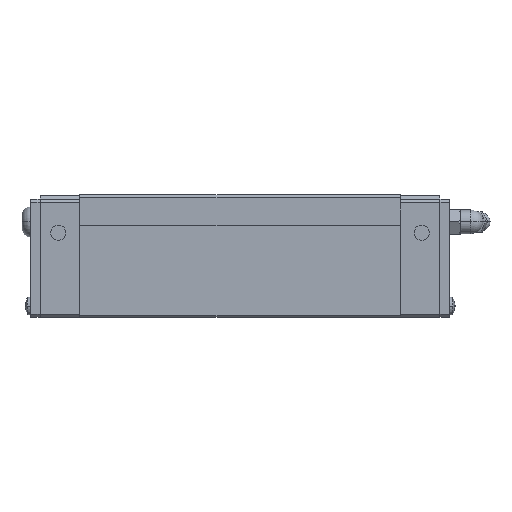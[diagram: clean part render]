
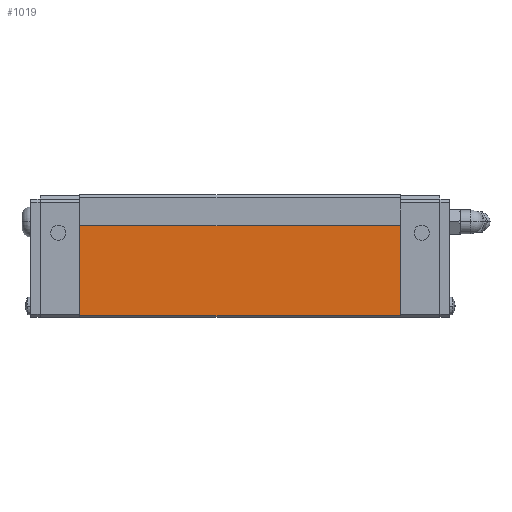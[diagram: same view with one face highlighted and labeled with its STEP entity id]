
A CAD part, left-side view. The second image highlights one B-rep face of the part: STEP entity #1019.
In plain terms, the highlighted planar face has unit normal (-1, 0, 0).
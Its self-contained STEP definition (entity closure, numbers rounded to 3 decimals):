
#1019=ADVANCED_FACE('',(#2089),#2090,.T.);
#2089=FACE_OUTER_BOUND('',#3199,.T.);
#2090=PLANE('',#3200);
#3199=EDGE_LOOP('',(#6331,#6332,#6333,#6334));
#3200=AXIS2_PLACEMENT_3D('',#6335,#6336,#6337);
#6331=ORIENTED_EDGE('',*,*,#7800,.F.);
#6332=ORIENTED_EDGE('',*,*,#7845,.F.);
#6333=ORIENTED_EDGE('',*,*,#7778,.F.);
#6334=ORIENTED_EDGE('',*,*,#7843,.T.);
#6335=CARTESIAN_POINT('',(-34.49,69.101,13.8));
#6336=DIRECTION('',(-1.0,0.0,0.0));
#6337=DIRECTION('',(0.0,0.0,1.0));
#7778=EDGE_CURVE('',#9630,#9632,#9633,.T.);
#7800=EDGE_CURVE('',#9660,#9662,#9663,.T.);
#7843=EDGE_CURVE('',#9630,#9662,#9720,.T.);
#7845=EDGE_CURVE('',#9632,#9660,#9722,.T.);
#9630=VERTEX_POINT('',#13165);
#9632=VERTEX_POINT('',#13168);
#9633=LINE('',#13169,#13170);
#9660=VERTEX_POINT('',#13210);
#9662=VERTEX_POINT('',#13213);
#9663=LINE('',#13214,#13215);
#9720=LINE('',#13299,#13300);
#9722=LINE('',#13302,#13303);
#13165=CARTESIAN_POINT('',(-34.49,16.201,37.8));
#13168=CARTESIAN_POINT('',(-34.49,16.201,7.99));
#13169=CARTESIAN_POINT('',(-34.49,16.201,20.775));
#13170=VECTOR('',#14547,1.0);
#13210=CARTESIAN_POINT('',(-34.49,122.001,7.99));
#13213=CARTESIAN_POINT('',(-34.49,122.001,37.8));
#13214=CARTESIAN_POINT('',(-34.49,122.001,20.775));
#13215=VECTOR('',#14562,1.0);
#13299=CARTESIAN_POINT('',(-34.49,69.101,37.8));
#13300=VECTOR('',#14602,1.0);
#13302=CARTESIAN_POINT('',(-34.49,95.551,7.99));
#13303=VECTOR('',#14603,1.0);
#14547=DIRECTION('',(-0.0,-0.0,-1.0));
#14562=DIRECTION('',(0.0,0.0,1.0));
#14602=DIRECTION('',(0.0,1.0,0.0));
#14603=DIRECTION('',(0.0,1.0,-0.0));
